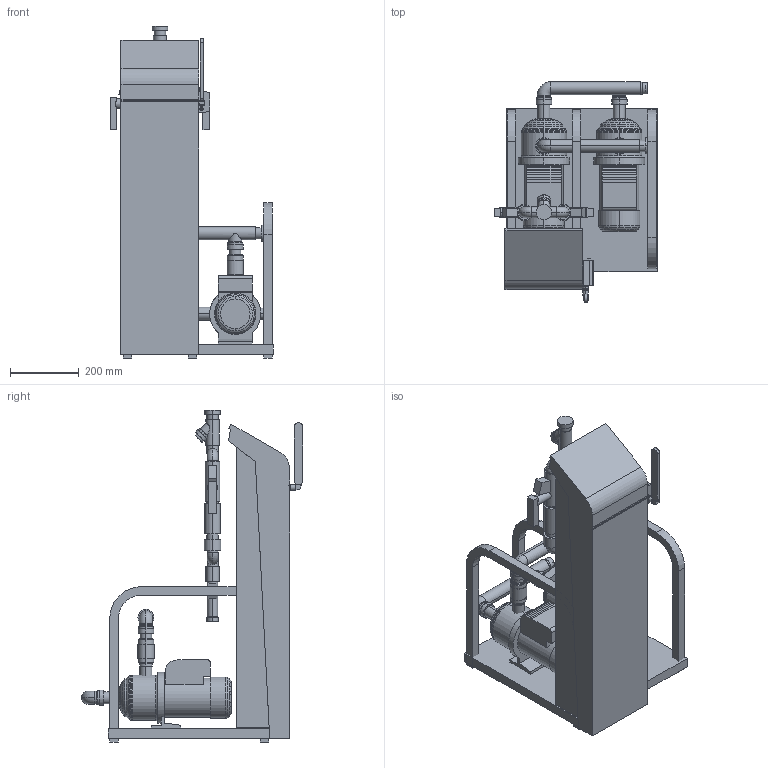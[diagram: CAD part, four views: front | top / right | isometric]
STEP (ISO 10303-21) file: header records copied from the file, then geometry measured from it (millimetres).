
FILE_DESCRIPTION (( 'STEP AP214' ), '1' );
FILE_NAME ('Sinum_D02.STEP', '2024-04-08T13:19:37', ( '' ), ( '' ), 'SwSTEP 2.0', 'SolidWorks 2021', '' );
FILE_SCHEMA (( 'AUTOMOTIVE_DESIGN' ));
Length unit declared in the file: millimetre
Products named in the file (3): Sinum_D02; Sinum_D02.dwg; 17949_flmat_mp_g4_remote_d02.dwg
Assembly tree (2 placements, depth 3):
  Sinum_D02
    Sinum_D02.dwg
      17949_flmat_mp_g4_remote_d02.dwg
Bounding box: 473.18 x 644.02 x 967.34 mm (x, y, z)
Volume: 49968570.5 mm3; surface area: 2367013.5 mm2
Topology: 12 solids, 12 shells, 586 faces, 1347 edges, 850 vertices
Faces by surface type: plane 268, cylinder 194, cone 100, torus 20, bspline 4
Entity records: 18311 total; most frequent: CARTESIAN_POINT 4536, DIRECTION 2994, ORIENTED_EDGE 2694, EDGE_CURVE 1347, AXIS2_PLACEMENT_3D 1112, VERTEX_POINT 850, LINE 770, VECTOR 770
